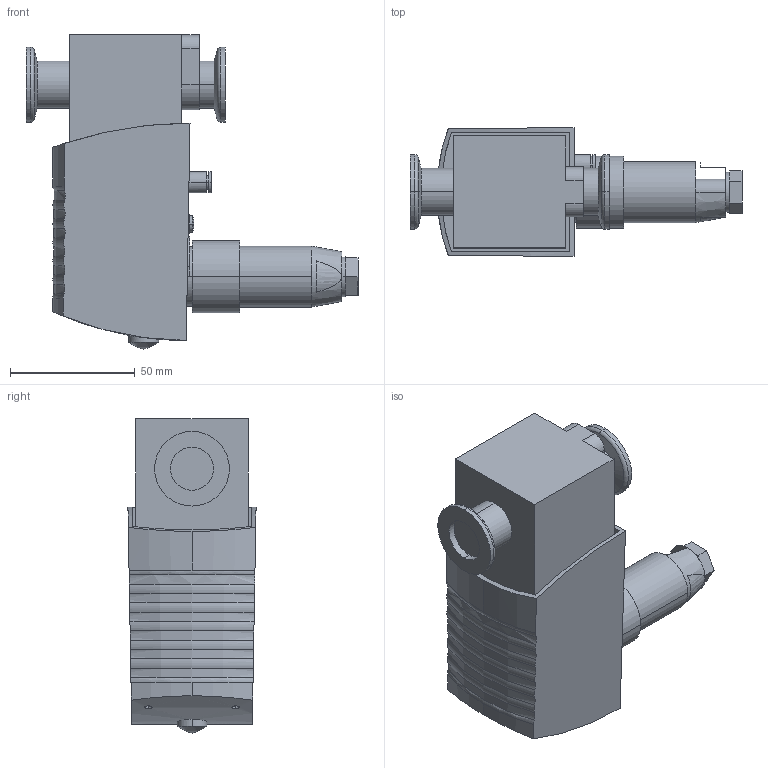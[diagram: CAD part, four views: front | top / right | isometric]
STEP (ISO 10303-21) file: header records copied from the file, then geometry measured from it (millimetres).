
FILE_DESCRIPTION (( 'STEP AP214' ), '1' );
FILE_NAME ('PFD36033.step', '2017-07-10T11:35:50', ( 'install' ), ( '' ), 'SwSTEP 2.0', 'SolidWorks 2015', '' );
FILE_SCHEMA (( 'AUTOMOTIVE_DESIGN' ));
Length unit declared in the file: millimetre
Products named in the file (1): PFD36033
Bounding box: 133.2 x 51.4 x 126.1 mm (x, y, z)
Volume: 326195.3 mm3; surface area: 48089.2 mm2
Topology: 2 solids, 2 shells, 167 faces, 394 edges, 252 vertices
Faces by surface type: plane 73, cylinder 63, bspline 15, torus 9, cone 7
Entity records: 5949 total; most frequent: CARTESIAN_POINT 1829, ORIENTED_EDGE 772, DIRECTION 756, EDGE_CURVE 386, AXIS2_PLACEMENT_3D 298, VERTEX_POINT 248, EDGE_LOOP 192, FACE_OUTER_BOUND 166
